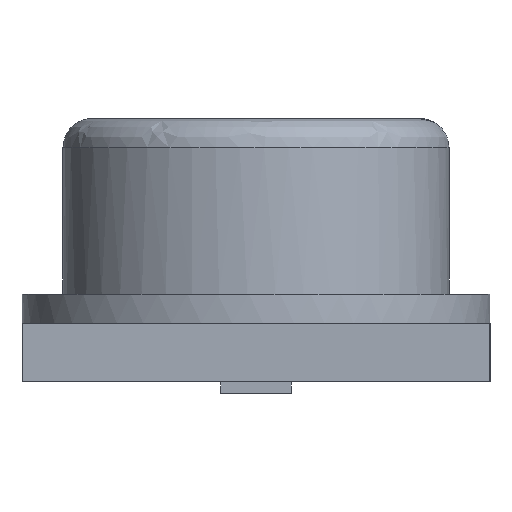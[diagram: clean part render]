
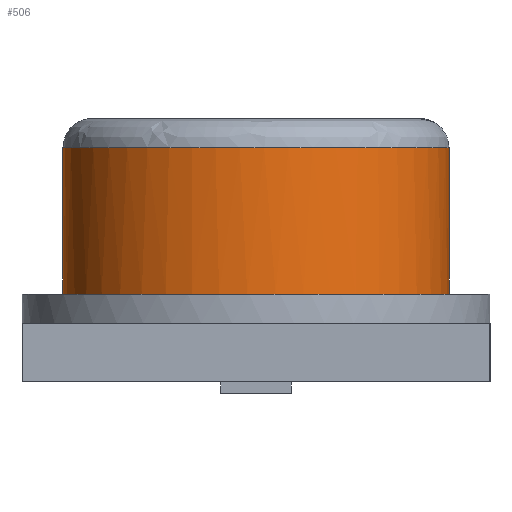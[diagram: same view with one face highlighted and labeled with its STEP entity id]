
A CAD part, left-side view. The second image highlights one B-rep face of the part: STEP entity #506.
In plain terms, the highlighted free-form (B-spline) face has degree [1, 2] with [2, 5] control points.
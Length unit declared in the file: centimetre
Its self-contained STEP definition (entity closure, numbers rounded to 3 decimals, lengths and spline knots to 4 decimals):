
#14=B_SPLINE_CURVE_WITH_KNOTS($,3,(#894,#895,#896,#897,#898,#899,#900,#901,
#902),.UNSPECIFIED.,.F.,.F.,(4,1,1,1,1,1,4),(-0.4196,-0.3596,
-0.2997,-0.1798,-0.1199,-0.0599,
0.),.UNSPECIFIED.);
#25=(
BOUNDED_SURFACE()
B_SPLINE_SURFACE(1,2,((#927,#928,#929,#930,#931),(#932,#933,#934,#935,#936)),
 .UNSPECIFIED.,.F.,.F.,.F.)
B_SPLINE_SURFACE_WITH_KNOTS((2,2),(3,2,3),(-0.5303,0.2273),
(-3.1416,-1.5708,0.),
 .UNSPECIFIED.)
GEOMETRIC_REPRESENTATION_ITEM()
RATIONAL_B_SPLINE_SURFACE(((1.,0.707,1.,0.707,1.),
(1.,0.707,1.,0.707,1.)))
REPRESENTATION_ITEM($)
SURFACE()
);
#30=ELLIPSE($,#539,0.165,0.152);
#58=FACE_OUTER_BOUND($,#92,.T.);
#92=EDGE_LOOP($,(#406,#407,#408,#409));
#133=LINE($,#914,#187);
#135=LINE($,#937,#189);
#187=VECTOR($,#641,0.125);
#189=VECTOR($,#645,0.125);
#226=VERTEX_POINT($,#732);
#229=VERTEX_POINT($,#737);
#238=VERTEX_POINT($,#838);
#241=VERTEX_POINT($,#845);
#277=EDGE_CURVE($,#229,#226,#30,.T.);
#296=EDGE_CURVE($,#238,#241,#14,.T.);
#299=EDGE_CURVE($,#238,#226,#133,.T.);
#301=EDGE_CURVE($,#241,#229,#135,.T.);
#406=ORIENTED_EDGE($,*,*,#296,.F.);
#407=ORIENTED_EDGE($,*,*,#299,.T.);
#408=ORIENTED_EDGE($,*,*,#277,.F.);
#409=ORIENTED_EDGE($,*,*,#301,.F.);
#506=ADVANCED_FACE($,(#58),#25,.F.);
#539=AXIS2_PLACEMENT_3D($,#739,#604,#605);
#604=DIRECTION('center_axis',(0.,0.,-1.));
#605=DIRECTION('ref_axis',(0.,1.,0.));
#641=DIRECTION($,(0.,0.,-1.));
#645=DIRECTION($,(0.,0.,-1.));
#732=CARTESIAN_POINT('',(-0.1575,0.165,0.085));
#737=CARTESIAN_POINT('',(-0.1575,-0.165,0.085));
#739=CARTESIAN_POINT('Origin',(-0.1575,0.,0.085));
#838=CARTESIAN_POINT('',(-0.1575,0.165,0.21));
#845=CARTESIAN_POINT('',(-0.1575,-0.165,0.21));
#894=CARTESIAN_POINT('Ctrl Pts',(-0.1575,0.165,0.21));
#895=CARTESIAN_POINT('Ctrl Pts',(-0.1818,0.165,0.21));
#896=CARTESIAN_POINT('Ctrl Pts',(-0.2302,0.1518,0.21));
#897=CARTESIAN_POINT('Ctrl Pts',(-0.3014,0.0846,
0.21));
#898=CARTESIAN_POINT('Ctrl Pts',(-0.3197,-0.0135,
0.21));
#899=CARTESIAN_POINT('Ctrl Pts',(-0.2835,-0.1014,0.21));
#900=CARTESIAN_POINT('Ctrl Pts',(-0.2303,-0.1518,
0.21));
#901=CARTESIAN_POINT('Ctrl Pts',(-0.1818,-0.165,0.21));
#902=CARTESIAN_POINT('Ctrl Pts',(-0.1575,-0.165,0.21));
#914=CARTESIAN_POINT($,(-0.1575,0.165,0.1725));
#927=CARTESIAN_POINT('Ctrl Pts',(-0.1575,0.165,0.085));
#928=CARTESIAN_POINT('Ctrl Pts',(-0.3095,0.165,0.085));
#929=CARTESIAN_POINT('Ctrl Pts',(-0.3095,0.,
0.085));
#930=CARTESIAN_POINT('Ctrl Pts',(-0.3095,-0.165,0.085));
#931=CARTESIAN_POINT('Ctrl Pts',(-0.1575,-0.165,0.085));
#932=CARTESIAN_POINT('Ctrl Pts',(-0.1575,0.165,0.21));
#933=CARTESIAN_POINT('Ctrl Pts',(-0.3095,0.165,0.21));
#934=CARTESIAN_POINT('Ctrl Pts',(-0.3095,0.,
0.21));
#935=CARTESIAN_POINT('Ctrl Pts',(-0.3095,-0.165,0.21));
#936=CARTESIAN_POINT('Ctrl Pts',(-0.1575,-0.165,0.21));
#937=CARTESIAN_POINT($,(-0.1575,-0.165,0.11));
